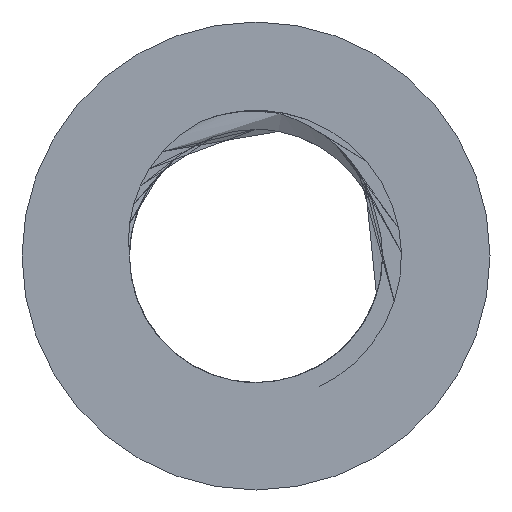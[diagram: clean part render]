
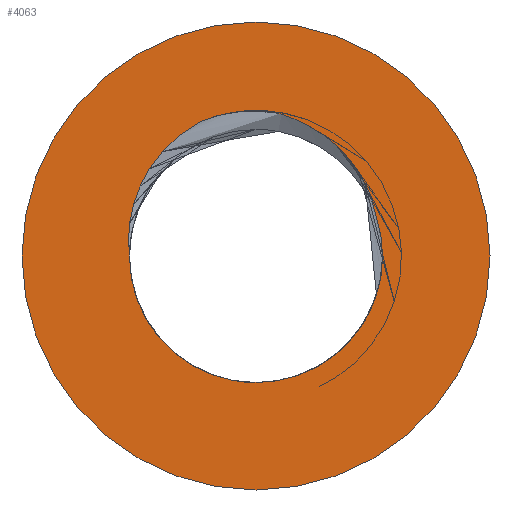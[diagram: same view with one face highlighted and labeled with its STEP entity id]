
A CAD part, front view. The second image highlights one B-rep face of the part: STEP entity #4063.
In plain terms, the highlighted planar face has unit normal (0, -1, 0).
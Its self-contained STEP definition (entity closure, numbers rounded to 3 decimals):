
#122 = CARTESIAN_POINT ( 'NONE',  ( -7.755, 292.712, 5.147 ) ) ;
#901 = CARTESIAN_POINT ( 'NONE',  ( 7.074, 292.712, 5.667 ) ) ;
#1115 = AXIS2_PLACEMENT_3D ( 'NONE', #9820, #10173, #12041 ) ;
#1275 = CARTESIAN_POINT ( 'NONE',  ( -2.319, 292.712, 9.687 ) ) ;
#1599 = CARTESIAN_POINT ( 'NONE',  ( -0.003, 292.712, -8.646 ) ) ;
#1876 = CARTESIAN_POINT ( 'NONE',  ( -8.358, 292.712, 3.651 ) ) ;
#1951 = VERTEX_POINT ( 'NONE', #14457 ) ;
#1998 = CARTESIAN_POINT ( 'NONE',  ( -8.476, 292.712, 3.209 ) ) ;
#2101 = DIRECTION ( 'NONE',  ( 0., 0., -1. ) ) ;
#2327 = DIRECTION ( 'NONE',  ( 0., -1., 0. ) ) ;
#2656 = CARTESIAN_POINT ( 'NONE',  ( 8.048, 292.712, 3.6 ) ) ;
#2676 = FACE_OUTER_BOUND ( 'NONE', #2924, .T. ) ;
#2770 = CARTESIAN_POINT ( 'NONE',  ( 1.261, 292.712, 9.833 ) ) ;
#2882 = CARTESIAN_POINT ( 'NONE',  ( 2.997, 292.712, 9.231 ) ) ;
#2924 = EDGE_LOOP ( 'NONE', ( #17632, #8466 ) ) ;
#2974 = CIRCLE ( 'NONE', #16073, 16. ) ;
#3642 = CARTESIAN_POINT ( 'NONE',  ( -7.855, 292.712, 4.941 ) ) ;
#3994 = ORIENTED_EDGE ( 'NONE', *, *, #16838, .F. ) ;
#4063 = ADVANCED_FACE ( 'NONE', ( #2676, #4788 ), #6205, .F. ) ;
#4306 = CARTESIAN_POINT ( 'NONE',  ( 3.809, 292.712, 8.81 ) ) ;
#4423 = CARTESIAN_POINT ( 'NONE',  ( 7.74, 292.712, 4.457 ) ) ;
#4788 = FACE_BOUND ( 'NONE', #10591, .T. ) ;
#4892 = CARTESIAN_POINT ( 'NONE',  ( -0.003, 292.712, 16.004 ) ) ;
#5178 = CARTESIAN_POINT ( 'NONE',  ( -0.003, 292.712, 0.004 ) ) ;
#6205 = PLANE ( 'NONE',  #1115 ) ;
#6731 = CIRCLE ( 'NONE', #21301, 8.65 ) ;
#6867 = DIRECTION ( 'NONE',  ( 0., 1., 0. ) ) ;
#6929 = CARTESIAN_POINT ( 'NONE',  ( -3.81, 292.712, 9.196 ) ) ;
#7945 = CARTESIAN_POINT ( 'NONE',  ( 5.956, 292.712, 7.11 ) ) ;
#8171 = CARTESIAN_POINT ( 'NONE',  ( 8.219, 292.712, 2.693 ) ) ;
#8287 = CARTESIAN_POINT ( 'NONE',  ( 6.261, 292.712, 6.772 ) ) ;
#8431 = CARTESIAN_POINT ( 'NONE',  ( -3.81, 292.712, 9.196 ) ) ;
#8466 = ORIENTED_EDGE ( 'NONE', *, *, #15084, .F. ) ;
#8806 = DIRECTION ( 'NONE',  ( 0., 0., -1. ) ) ;
#9611 = VERTEX_POINT ( 'NONE', #17999 ) ;
#9726 = VERTEX_POINT ( 'NONE', #16482 ) ;
#9799 = CARTESIAN_POINT ( 'NONE',  ( 4.938, 292.712, 8.042 ) ) ;
#9820 = CARTESIAN_POINT ( 'NONE',  ( -0.003, 292.712, 0.004 ) ) ;
#10047 = EDGE_CURVE ( 'NONE', #19826, #15572, #21253, .T. ) ;
#10173 = DIRECTION ( 'NONE',  ( 0., 1., 0. ) ) ;
#10432 = CARTESIAN_POINT ( 'NONE',  ( -7.185, 292.712, 6.137 ) ) ;
#10591 = EDGE_LOOP ( 'NONE', ( #20251, #19802, #3994, #20286, #20965 ) ) ;
#10659 = CARTESIAN_POINT ( 'NONE',  ( -0.003, 292.712, 0.004 ) ) ;
#10778 = CARTESIAN_POINT ( 'NONE',  ( -8.042, 292.712, 4.519 ) ) ;
#10894 = CARTESIAN_POINT ( 'NONE',  ( -4.621, 292.712, 8.746 ) ) ;
#11047 = CARTESIAN_POINT ( 'NONE',  ( -0.003, 292.712, -15.996 ) ) ;
#11086 = EDGE_CURVE ( 'NONE', #9611, #19826, #6731, .T. ) ;
#11269 = B_SPLINE_CURVE_WITH_KNOTS ( 'NONE', 3,
 ( #6929, #10894, #21418, #21074, #18048, #10432, #12424, #122, #3642, #10778, #14062, #1876, #1998, #15829, #12304, #12655, #19554, #16178 ),
 .UNSPECIFIED., .F., .F.,
 ( 4, 2, 2, 2, 2, 2, 2, 2, 4 ),
 ( 0., 0.003, 0.004, 0.005, 0.006, 0.007, 0.008, 0.01, 0.011 ),
 .UNSPECIFIED. ) ;
#11560 = CARTESIAN_POINT ( 'NONE',  ( 6.821, 292.712, 6.052 ) ) ;
#11678 = CARTESIAN_POINT ( 'NONE',  ( 5.294, 292.712, 7.746 ) ) ;
#11962 = CARTESIAN_POINT ( 'NONE',  ( 8.219, 292.712, 2.693 ) ) ;
#12011 = CARTESIAN_POINT ( 'NONE',  ( -0.003, 292.712, 0.004 ) ) ;
#12041 = DIRECTION ( 'NONE',  ( 0., 0., 1. ) ) ;
#12304 = CARTESIAN_POINT ( 'NONE',  ( -8.697, 292.712, 1.853 ) ) ;
#12424 = CARTESIAN_POINT ( 'NONE',  ( -7.43, 292.712, 5.752 ) ) ;
#12540 = DIRECTION ( 'NONE',  ( 0., 1., 0. ) ) ;
#12655 = CARTESIAN_POINT ( 'NONE',  ( -8.728, 292.712, 0.926 ) ) ;
#12724 = B_SPLINE_CURVE_WITH_KNOTS ( 'NONE', 3,
 ( #19073, #13458, #22571, #15104, #1275, #13687, #13225, #8431 ),
 .UNSPECIFIED., .F., .F.,
 ( 4, 2, 2, 4 ),
 ( 0., 0.002, 0.004, 0.005 ),
 .UNSPECIFIED. ) ;
#13055 = AXIS2_PLACEMENT_3D ( 'NONE', #5178, #18062, #8806 ) ;
#13225 = CARTESIAN_POINT ( 'NONE',  ( -3.446, 292.712, 9.346 ) ) ;
#13458 = CARTESIAN_POINT ( 'NONE',  ( 0.023, 292.712, 9.984 ) ) ;
#13687 = CARTESIAN_POINT ( 'NONE',  ( -3.075, 292.712, 9.475 ) ) ;
#13949 = EDGE_CURVE ( 'NONE', #9726, #1951, #12724, .T. ) ;
#14062 = CARTESIAN_POINT ( 'NONE',  ( -8.128, 292.712, 4.303 ) ) ;
#14093 = CIRCLE ( 'NONE', #17098, 16. ) ;
#14457 = CARTESIAN_POINT ( 'NONE',  ( -3.81, 292.712, 9.196 ) ) ;
#14977 = CARTESIAN_POINT ( 'NONE',  ( -0.003, 292.712, 0.004 ) ) ;
#15084 = EDGE_CURVE ( 'NONE', #19569, #18160, #2974, .T. ) ;
#15104 = CARTESIAN_POINT ( 'NONE',  ( -1.934, 292.712, 9.772 ) ) ;
#15572 = VERTEX_POINT ( 'NONE', #11962 ) ;
#15719 = EDGE_CURVE ( 'NONE', #18160, #19569, #14093, .T. ) ;
#15804 = EDGE_CURVE ( 'NONE', #1951, #9611, #11269, .T. ) ;
#15829 = CARTESIAN_POINT ( 'NONE',  ( -8.646, 292.712, 2.31 ) ) ;
#16058 = DIRECTION ( 'NONE',  ( 0., 0., 1. ) ) ;
#16073 = AXIS2_PLACEMENT_3D ( 'NONE', #12011, #6867, #17634 ) ;
#16178 = CARTESIAN_POINT ( 'NONE',  ( -8.653, 292.712, 0.004 ) ) ;
#16482 = CARTESIAN_POINT ( 'NONE',  ( 0.808, 292.712, 9.92 ) ) ;
#16838 = EDGE_CURVE ( 'NONE', #15572, #9726, #22445, .T. ) ;
#17098 = AXIS2_PLACEMENT_3D ( 'NONE', #10659, #12540, #16058 ) ;
#17632 = ORIENTED_EDGE ( 'NONE', *, *, #15719, .F. ) ;
#17634 = DIRECTION ( 'NONE',  ( 0., 0., 1. ) ) ;
#17999 = CARTESIAN_POINT ( 'NONE',  ( -8.653, 292.712, 0.004 ) ) ;
#18048 = CARTESIAN_POINT ( 'NONE',  ( -6.635, 292.712, 6.869 ) ) ;
#18062 = DIRECTION ( 'NONE',  ( 0., -1., 0. ) ) ;
#18160 = VERTEX_POINT ( 'NONE', #11047 ) ;
#18926 = CARTESIAN_POINT ( 'NONE',  ( 1.704, 292.712, 9.714 ) ) ;
#19040 = CARTESIAN_POINT ( 'NONE',  ( 4.197, 292.712, 8.572 ) ) ;
#19073 = CARTESIAN_POINT ( 'NONE',  ( 0.808, 292.712, 9.92 ) ) ;
#19554 = CARTESIAN_POINT ( 'NONE',  ( -8.708, 292.712, 0.464 ) ) ;
#19569 = VERTEX_POINT ( 'NONE', #4892 ) ;
#19802 = ORIENTED_EDGE ( 'NONE', *, *, #13949, .F. ) ;
#19826 = VERTEX_POINT ( 'NONE', #1599 ) ;
#20251 = ORIENTED_EDGE ( 'NONE', *, *, #15804, .F. ) ;
#20286 = ORIENTED_EDGE ( 'NONE', *, *, #10047, .F. ) ;
#20669 = CARTESIAN_POINT ( 'NONE',  ( 2.571, 292.712, 9.414 ) ) ;
#20784 = CARTESIAN_POINT ( 'NONE',  ( 0.808, 292.712, 9.92 ) ) ;
#20965 = ORIENTED_EDGE ( 'NONE', *, *, #11086, .F. ) ;
#21074 = CARTESIAN_POINT ( 'NONE',  ( -6.328, 292.712, 7.22 ) ) ;
#21253 = CIRCLE ( 'NONE', #13055, 8.65 ) ;
#21301 = AXIS2_PLACEMENT_3D ( 'NONE', #14977, #2327, #2101 ) ;
#21418 = CARTESIAN_POINT ( 'NONE',  ( -5.351, 292.712, 8.196 ) ) ;
#22445 = B_SPLINE_CURVE_WITH_KNOTS ( 'NONE', 3,
 ( #8171, #2656, #4423, #901, #11560, #8287, #7945, #11678, #9799, #19040, #4306, #2882, #20669, #18926, #2770, #20784 ),
 .UNSPECIFIED., .F., .F.,
 ( 4, 2, 2, 2, 2, 2, 2, 4 ),
 ( 0., 0.003, 0.004, 0.005, 0.007, 0.008, 0.01, 0.011 ),
 .UNSPECIFIED. ) ;
#22571 = CARTESIAN_POINT ( 'NONE',  ( -0.769, 292.712, 9.955 ) ) ;
